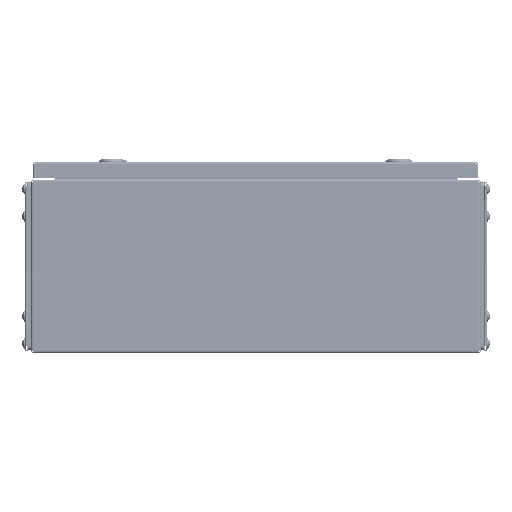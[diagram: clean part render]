
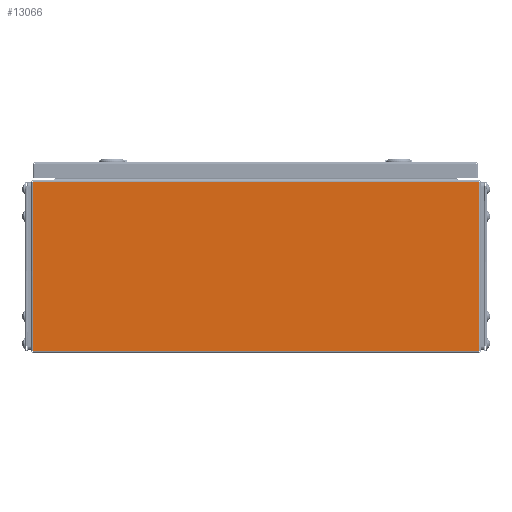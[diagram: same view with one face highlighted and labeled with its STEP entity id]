
A CAD part, left-side view. The second image highlights one B-rep face of the part: STEP entity #13066.
In plain terms, the highlighted planar face has unit normal (-1, 0, 0).
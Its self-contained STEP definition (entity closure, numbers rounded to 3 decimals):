
#2818 = VECTOR ( 'NONE', #70195, 1000. ) ;
#5214 = VERTEX_POINT ( 'NONE', #20581 ) ;
#9582 = PLANE ( 'NONE',  #50258 ) ;
#11802 = CARTESIAN_POINT ( 'NONE',  ( -250., -245.5, 1. ) ) ;
#13066 = ADVANCED_FACE ( 'NONE', ( #16419 ), #9582, .F. ) ;
#14458 = VECTOR ( 'NONE', #46276, 1000. ) ;
#16419 = FACE_OUTER_BOUND ( 'NONE', #36126, .T. ) ;
#18159 = VERTEX_POINT ( 'NONE', #67795 ) ;
#20119 = LINE ( 'NONE', #45413, #32595 ) ;
#20581 = CARTESIAN_POINT ( 'NONE',  ( -250., 245.5, 1. ) ) ;
#22806 = VERTEX_POINT ( 'NONE', #11802 ) ;
#23330 = EDGE_CURVE ( 'NONE', #18159, #5214, #37176, .T. ) ;
#24126 = DIRECTION ( 'NONE',  ( 0., 0., -1. ) ) ;
#28758 = CARTESIAN_POINT ( 'NONE',  ( -250., 245.5, 0. ) ) ;
#29494 = CARTESIAN_POINT ( 'NONE',  ( -250., 245.5, 1. ) ) ;
#32595 = VECTOR ( 'NONE', #71161, 1000. ) ;
#33399 = LINE ( 'NONE', #52309, #14458 ) ;
#35406 = ORIENTED_EDGE ( 'NONE', *, *, #48926, .T. ) ;
#36126 = EDGE_LOOP ( 'NONE', ( #35406, #66283, #37606, #75084 ) ) ;
#37176 = LINE ( 'NONE', #28758, #2818 ) ;
#37606 = ORIENTED_EDGE ( 'NONE', *, *, #67068, .F. ) ;
#45413 = CARTESIAN_POINT ( 'NONE',  ( -250., -245.5, 0. ) ) ;
#46276 = DIRECTION ( 'NONE',  ( 0., 1., 0. ) ) ;
#48926 = EDGE_CURVE ( 'NONE', #58929, #18159, #33399, .T. ) ;
#50258 = AXIS2_PLACEMENT_3D ( 'NONE', #81982, #82822, #24126 ) ;
#52309 = CARTESIAN_POINT ( 'NONE',  ( -250., -245.5, 187.5 ) ) ;
#55658 = LINE ( 'NONE', #29494, #81890 ) ;
#58929 = VERTEX_POINT ( 'NONE', #65818 ) ;
#65818 = CARTESIAN_POINT ( 'NONE',  ( -250., -245.5, 187.5 ) ) ;
#66283 = ORIENTED_EDGE ( 'NONE', *, *, #23330, .T. ) ;
#67012 = EDGE_CURVE ( 'NONE', #22806, #58929, #20119, .T. ) ;
#67068 = EDGE_CURVE ( 'NONE', #22806, #5214, #55658, .T. ) ;
#67795 = CARTESIAN_POINT ( 'NONE',  ( -250., 245.5, 187.5 ) ) ;
#70195 = DIRECTION ( 'NONE',  ( 0., 0., -1. ) ) ;
#71161 = DIRECTION ( 'NONE',  ( 0., 0., 1. ) ) ;
#75084 = ORIENTED_EDGE ( 'NONE', *, *, #67012, .T. ) ;
#80522 = DIRECTION ( 'NONE',  ( 0., 1., 0. ) ) ;
#81890 = VECTOR ( 'NONE', #80522, 1000. ) ;
#81982 = CARTESIAN_POINT ( 'NONE',  ( -250., 0., 0. ) ) ;
#82822 = DIRECTION ( 'NONE',  ( 1., 0., 0. ) ) ;
